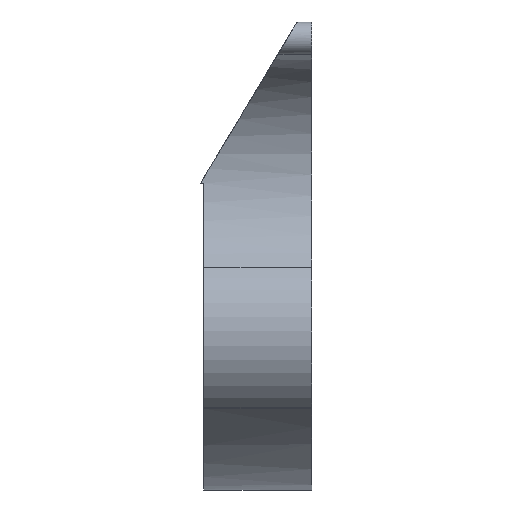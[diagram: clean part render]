
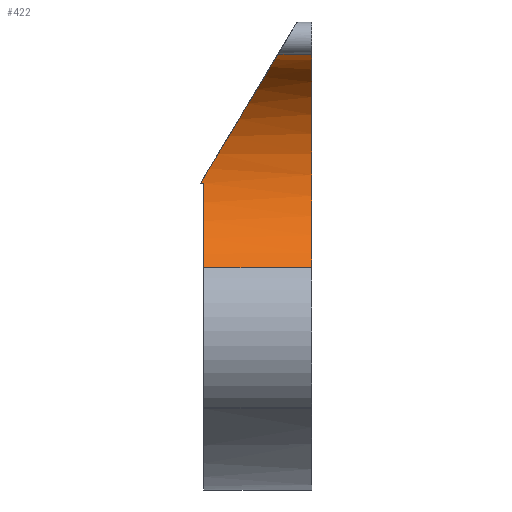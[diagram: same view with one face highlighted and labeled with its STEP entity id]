
A CAD part, front view. The second image highlights one B-rep face of the part: STEP entity #422.
In plain terms, the highlighted cylindrical face has radius 3.75 mm (diameter 7.5 mm), a partial arc.
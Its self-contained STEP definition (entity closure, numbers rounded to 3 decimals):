
#19=ELLIPSE('',#480,4.373,3.75);
#27=CYLINDRICAL_SURFACE('',#479,3.75);
#50=FACE_OUTER_BOUND('',#73,.T.);
#73=EDGE_LOOP('',(#363,#364,#365,#366,#367,#368));
#102=LINE('',#743,#131);
#114=LINE('',#825,#143);
#118=LINE('',#878,#147);
#131=VECTOR('',#518,10.);
#143=VECTOR('',#568,10.);
#147=VECTOR('',#588,10.);
#153=CIRCLE('',#449,3.75);
#166=CIRCLE('',#476,3.75);
#168=VERTEX_POINT('',#607);
#175=VERTEX_POINT('',#651);
#184=VERTEX_POINT('',#742);
#201=VERTEX_POINT('',#819);
#203=VERTEX_POINT('',#823);
#208=VERTEX_POINT('',#877);
#217=EDGE_CURVE('',#168,#175,#153,.T.);
#230=EDGE_CURVE('',#168,#184,#102,.T.);
#256=EDGE_CURVE('',#201,#203,#114,.T.);
#264=EDGE_CURVE('',#203,#184,#166,.T.);
#268=EDGE_CURVE('',#175,#208,#118,.T.);
#269=EDGE_CURVE('',#208,#201,#19,.T.);
#363=ORIENTED_EDGE('',*,*,#217,.T.);
#364=ORIENTED_EDGE('',*,*,#268,.T.);
#365=ORIENTED_EDGE('',*,*,#269,.T.);
#366=ORIENTED_EDGE('',*,*,#256,.T.);
#367=ORIENTED_EDGE('',*,*,#264,.T.);
#368=ORIENTED_EDGE('',*,*,#230,.F.);
#422=ADVANCED_FACE('',(#50),#27,.F.);
#449=AXIS2_PLACEMENT_3D('',#653,#501,#502);
#476=AXIS2_PLACEMENT_3D('',#870,#578,#579);
#479=AXIS2_PLACEMENT_3D('',#876,#586,#587);
#480=AXIS2_PLACEMENT_3D('',#879,#589,#590);
#501=DIRECTION('center_axis',(1.,0.,0.));
#502=DIRECTION('ref_axis',(0.,0.,-1.));
#518=DIRECTION('',(-1.,0.,0.));
#568=DIRECTION('',(1.,0.,0.));
#578=DIRECTION('center_axis',(-1.,0.,0.));
#579=DIRECTION('ref_axis',(0.,0.,-1.));
#586=DIRECTION('center_axis',(-1.,0.,0.));
#587=DIRECTION('ref_axis',(0.,0.,-1.));
#588=DIRECTION('',(-1.,0.,0.));
#589=DIRECTION('center_axis',(-0.857,0.,
0.514));
#590=DIRECTION('ref_axis',(-0.514,0.,-0.857));
#607=CARTESIAN_POINT('',(-52.796,154.569,-19.18));
#651=CARTESIAN_POINT('',(-52.796,152.886,-12.654));
#653=CARTESIAN_POINT('Origin',(-52.796,152.134,-16.328));
#742=CARTESIAN_POINT('',(-56.097,154.569,-19.18));
#743=CARTESIAN_POINT('',(-52.696,154.569,-19.18));
#819=CARTESIAN_POINT('',(-56.197,155.874,-16.605));
#823=CARTESIAN_POINT('',(-56.097,155.874,-16.605));
#825=CARTESIAN_POINT('',(-52.696,155.874,-16.605));
#870=CARTESIAN_POINT('Origin',(-56.097,152.134,-16.328));
#876=CARTESIAN_POINT('Origin',(-52.696,152.134,-16.328));
#877=CARTESIAN_POINT('',(-53.827,152.886,-12.654));
#878=CARTESIAN_POINT('',(-52.696,152.886,-12.654));
#879=CARTESIAN_POINT('Origin',(-56.031,152.134,-16.328));
